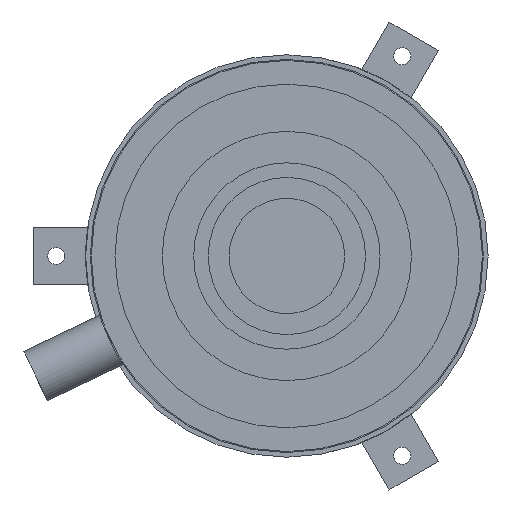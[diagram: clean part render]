
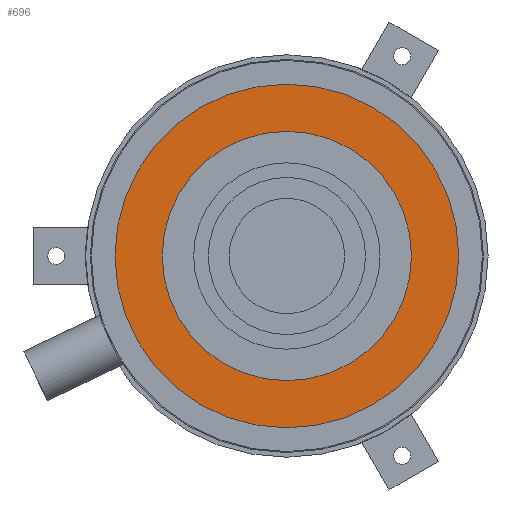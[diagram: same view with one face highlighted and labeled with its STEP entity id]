
A CAD part, left-side view. The second image highlights one B-rep face of the part: STEP entity #696.
In plain terms, the highlighted planar face has unit normal (-1, 0, 0).
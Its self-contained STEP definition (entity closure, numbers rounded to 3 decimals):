
#31=FACE_BOUND('',#162,.T.);
#60=PLANE('',#793);
#101=FACE_OUTER_BOUND('',#161,.T.);
#161=EDGE_LOOP('',(#602));
#162=EDGE_LOOP('',(#603));
#307=CIRCLE('',#792,19.05);
#308=CIRCLE('',#794,37.85);
#366=VERTEX_POINT('',#1224);
#367=VERTEX_POINT('',#1228);
#447=EDGE_CURVE('',#366,#366,#307,.T.);
#449=EDGE_CURVE('',#367,#367,#308,.T.);
#602=ORIENTED_EDGE('',*,*,#449,.F.);
#603=ORIENTED_EDGE('',*,*,#447,.T.);
#696=ADVANCED_FACE('',(#101,#31),#60,.T.);
#792=AXIS2_PLACEMENT_3D('',#1225,#977,#978);
#793=AXIS2_PLACEMENT_3D('',#1227,#980,#981);
#794=AXIS2_PLACEMENT_3D('',#1229,#982,#983);
#977=DIRECTION('center_axis',(1.,0.,0.));
#978=DIRECTION('ref_axis',(0.,0.,-1.));
#980=DIRECTION('center_axis',(-1.,0.,0.));
#981=DIRECTION('ref_axis',(0.,0.,1.));
#982=DIRECTION('center_axis',(1.,0.,0.));
#983=DIRECTION('ref_axis',(0.,0.,-1.));
#1224=CARTESIAN_POINT('',(81.13,0.,19.05));
#1225=CARTESIAN_POINT('Origin',(81.13,0.,0.));
#1227=CARTESIAN_POINT('Origin',(81.13,0.,-37.85));
#1228=CARTESIAN_POINT('',(81.13,0.,37.85));
#1229=CARTESIAN_POINT('Origin',(81.13,0.,0.));
